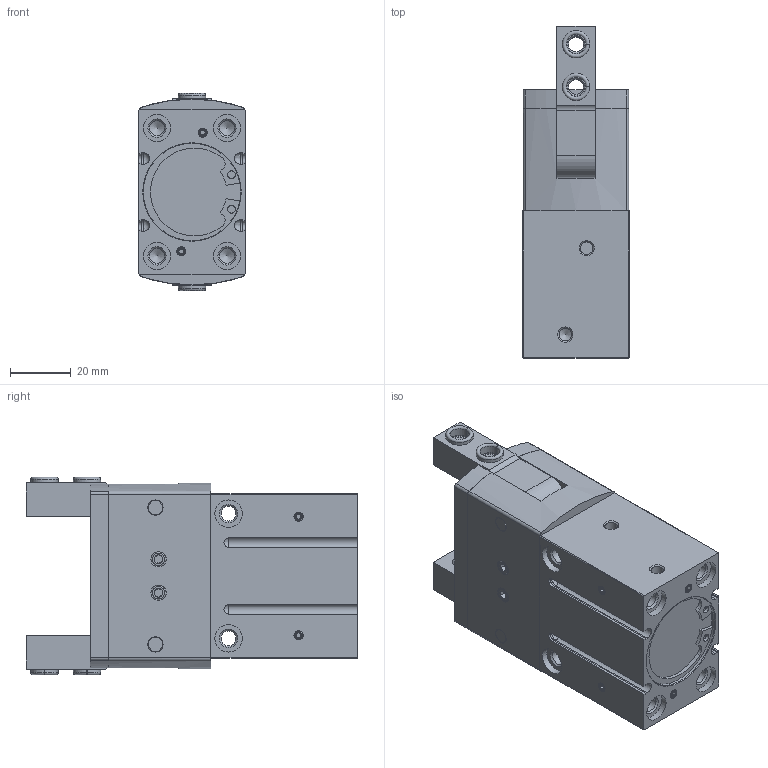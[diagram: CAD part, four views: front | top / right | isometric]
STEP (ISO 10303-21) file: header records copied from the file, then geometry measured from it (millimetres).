
FILE_DESCRIPTION(/* description */ ('STEP AP214'),/* implementation_level */ '2;1');
FILE_NAME(/* name */ '563908_HGRT-25-A',/* time_stamp */ '2024-08-29T08:43:24+02:00',/* author */ ('License CC BY-ND 4.0'),/* organization */ ('CADENAS'),/* preprocessor_version */ 'ST-DEVELOPER v19.3',/* originating_system */ 'PARTsolutions',/* authorisation */ ' ');
FILE_SCHEMA (('AUTOMOTIVE_DESIGN {1 0 10303 214 3 1 1}'));
Length unit declared in the file: millimetre
Products named in the file (10): 563908 HGRT-25-A---(0); 563908 HGRT-25-A---(Geh); DIN-913 - M3x3; DIN-913 - M5x4; 563908 HGRT-25-A---(Griff_Links); 8137184 ZBH-9-B; 563908 HGRT-25-A---(Griff_Rechts); 563908 HGRT-25-A---(Kul); 563908 HGRT-25-A---(Dec); DIN-913 - M8x6
Assembly tree (18 placements, depth 2):
  563908 HGRT-25-A---(0)
    563908 HGRT-25-A---(Geh)
    DIN-913 - M3x3  x4
    DIN-913 - M5x4  x4
    563908 HGRT-25-A---(Griff_Links)
    8137184 ZBH-9-B  x4
    563908 HGRT-25-A---(Griff_Rechts)
    563908 HGRT-25-A---(Kul)
    563908 HGRT-25-A---(Dec)
    DIN-913 - M8x6
Bounding box: 35 x 109 x 64.8 mm (x, y, z)
Volume: 146720.8 mm3; surface area: 47959.2 mm2
Topology: 18 solids, 18 shells, 568 faces, 1287 edges, 793 vertices
Faces by surface type: plane 267, cylinder 157, cone 124, torus 12, sphere 8
Full cylindrical faces by diameter (mm): 2.459 x10, 2.5 x2, 3 x4, 4 x4, 4.134 x6, 4.917 x10, 5 x8, 5.01 x4, 5.1 x2, 5.5 x4, 5.9 x4, 6.647 x1, 8 x1, 9 x10, 9.4 x2, 32 x1, 33.7 x1
Entity records: 12277 total; most frequent: DIRECTION 2164, CARTESIAN_POINT 2082, ORIENTED_EDGE 1772, EDGE_CURVE 886, AXIS2_PLACEMENT_3D 839, FACE_BOUND 667, EDGE_LOOP 654, VERTEX_POINT 649
